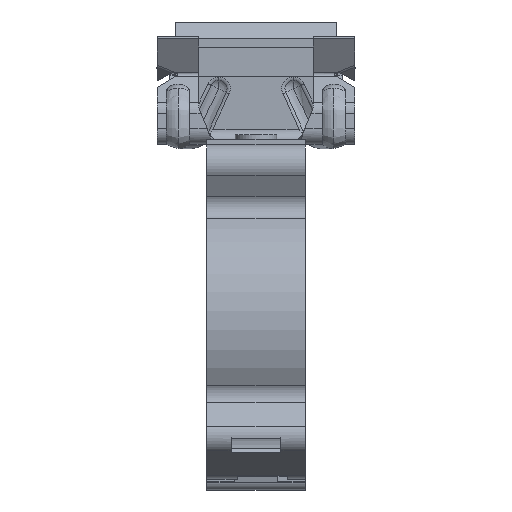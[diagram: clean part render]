
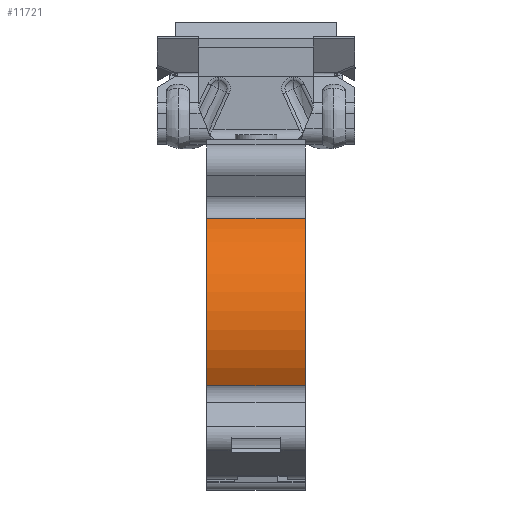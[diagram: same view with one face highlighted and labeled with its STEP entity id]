
A CAD part, front view. The second image highlights one B-rep face of the part: STEP entity #11721.
In plain terms, the highlighted cylindrical face has radius 23 mm (diameter 46 mm), a partial arc.
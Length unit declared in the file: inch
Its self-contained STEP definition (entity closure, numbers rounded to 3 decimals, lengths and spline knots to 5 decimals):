
#690 = DIRECTION ( 'NONE',  ( 0., 1., 0. ) ) ;
#768 = EDGE_CURVE ( 'NONE', #10620, #21240, #14463, .T. ) ;
#857 = CIRCLE ( 'NONE', #1233, 0.90551 ) ;
#1233 = AXIS2_PLACEMENT_3D ( 'NONE', #21277, #690, #4277 ) ;
#2328 = CARTESIAN_POINT ( 'NONE',  ( 0.41693, 0.74803, -0.42457 ) ) ;
#3189 = EDGE_CURVE ( 'NONE', #12736, #10620, #857, .T. ) ;
#3302 = DIRECTION ( 'NONE',  ( 0., -1., 0. ) ) ;
#3463 = DIRECTION ( 'NONE',  ( 0., 0., -1. ) ) ;
#4277 = DIRECTION ( 'NONE',  ( 0., 0., -1. ) ) ;
#4995 = CARTESIAN_POINT ( 'NONE',  ( 0.41693, 0.74803, -0.42457 ) ) ;
#5568 = AXIS2_PLACEMENT_3D ( 'NONE', #13053, #3302, #3463 ) ;
#6577 = CIRCLE ( 'NONE', #6822, 0.90551 ) ;
#6822 = AXIS2_PLACEMENT_3D ( 'NONE', #14695, #18457, #20347 ) ;
#8098 = DIRECTION ( 'NONE',  ( 0., -1., 0. ) ) ;
#8918 = EDGE_LOOP ( 'NONE', ( #16818, #22917, #21898, #9810 ) ) ;
#9810 = ORIENTED_EDGE ( 'NONE', *, *, #768, .T. ) ;
#10620 = VERTEX_POINT ( 'NONE', #21220 ) ;
#11721 = ADVANCED_FACE ( 'NONE', ( #21119 ), #13116, .T. ) ;
#11743 = EDGE_CURVE ( 'NONE', #21240, #22797, #6577, .T. ) ;
#12736 = VERTEX_POINT ( 'NONE', #17433 ) ;
#13053 = CARTESIAN_POINT ( 'NONE',  ( 0., 0.74803, 0.37925 ) ) ;
#13116 = CYLINDRICAL_SURFACE ( 'NONE', #5568, 0.90551 ) ;
#14463 = LINE ( 'NONE', #4995, #16850 ) ;
#14695 = CARTESIAN_POINT ( 'NONE',  ( 0., 0.74803, 0.37925 ) ) ;
#16818 = ORIENTED_EDGE ( 'NONE', *, *, #11743, .T. ) ;
#16850 = VECTOR ( 'NONE', #21847, 39.37008 ) ;
#17011 = VECTOR ( 'NONE', #8098, 39.37008 ) ;
#17433 = CARTESIAN_POINT ( 'NONE',  ( 0.77922, 0., 0.84052 ) ) ;
#18457 = DIRECTION ( 'NONE',  ( 0., -1., 0. ) ) ;
#19461 = CARTESIAN_POINT ( 'NONE',  ( 0.77922, 0.74803, 0.84052 ) ) ;
#20328 = CARTESIAN_POINT ( 'NONE',  ( 0.77922, 0.74803, 0.84052 ) ) ;
#20347 = DIRECTION ( 'NONE',  ( 0., 0., -1. ) ) ;
#20882 = LINE ( 'NONE', #19461, #17011 ) ;
#21119 = FACE_OUTER_BOUND ( 'NONE', #8918, .T. ) ;
#21220 = CARTESIAN_POINT ( 'NONE',  ( 0.41693, 0., -0.42457 ) ) ;
#21240 = VERTEX_POINT ( 'NONE', #2328 ) ;
#21277 = CARTESIAN_POINT ( 'NONE',  ( 0., 0., 0.37925 ) ) ;
#21474 = EDGE_CURVE ( 'NONE', #22797, #12736, #20882, .T. ) ;
#21847 = DIRECTION ( 'NONE',  ( 0., 1., 0. ) ) ;
#21898 = ORIENTED_EDGE ( 'NONE', *, *, #3189, .T. ) ;
#22797 = VERTEX_POINT ( 'NONE', #20328 ) ;
#22917 = ORIENTED_EDGE ( 'NONE', *, *, #21474, .T. ) ;
